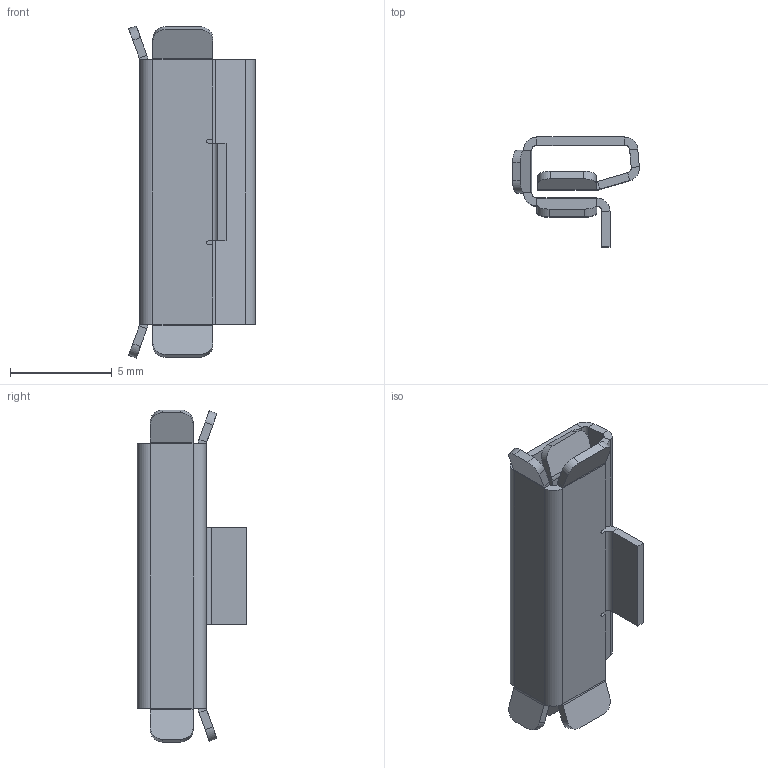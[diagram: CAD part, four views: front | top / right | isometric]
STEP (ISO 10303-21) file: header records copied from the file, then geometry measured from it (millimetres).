
FILE_DESCRIPTION (( 'STEP AP203' ), '1' );
FILE_NAME ('tc-connector-7.STEP', '2015-04-19T14:16:42', ( '' ), ( '' ), 'SwSTEP 2.0', 'SolidWorks 2013', '' );
FILE_SCHEMA (( 'CONFIG_CONTROL_DESIGN' ));
Length unit declared in the file: millimetre
Products named in the file (1): tc-connector-7
Bounding box: 6.24 x 5.4 x 16.34 mm (x, y, z)
Volume: 105.6 mm3; surface area: 561.5 mm2
Topology: 1 solids, 1 shells, 122 faces, 264 edges, 144 vertices
Faces by surface type: plane 84, cylinder 38
Entity records: 3273 total; most frequent: DIRECTION 586, CARTESIAN_POINT 531, ORIENTED_EDGE 528, EDGE_CURVE 264, AXIS2_PLACEMENT_3D 199, VECTOR 188, LINE 188, VERTEX_POINT 144
